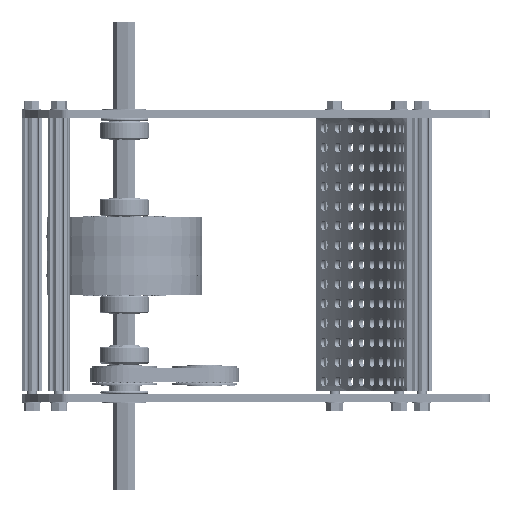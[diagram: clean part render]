
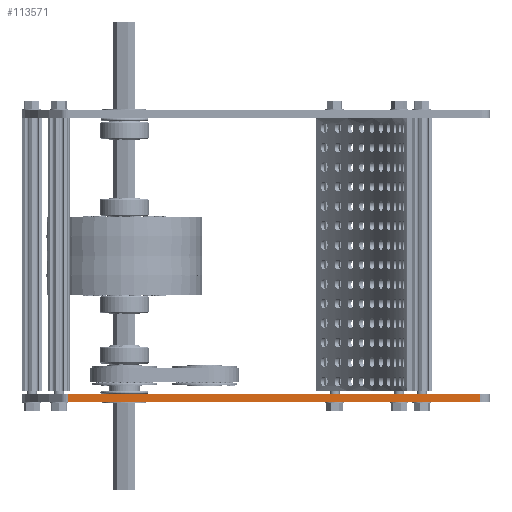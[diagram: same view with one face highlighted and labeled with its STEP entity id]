
A CAD part, front view. The second image highlights one B-rep face of the part: STEP entity #113571.
In plain terms, the highlighted face is planar.
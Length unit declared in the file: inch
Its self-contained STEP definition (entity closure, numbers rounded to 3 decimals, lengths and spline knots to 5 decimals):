
#7120 = LINE ( 'NONE', #75390, #45769 ) ;
#10435 = CARTESIAN_POINT ( 'NONE',  ( 0., 0.22, 2.125 ) ) ;
#10854 = CARTESIAN_POINT ( 'NONE',  ( -1.45774, 0.22, 2.125 ) ) ;
#12062 = EDGE_CURVE ( 'NONE', #121190, #89402, #69902, .T. ) ;
#12270 = ORIENTED_EDGE ( 'NONE', *, *, #12062, .T. ) ;
#12863 = VECTOR ( 'NONE', #18429, 39.37008 ) ;
#15481 = CARTESIAN_POINT ( 'NONE',  ( -1.45774, 0., 2.125 ) ) ;
#18216 = FACE_OUTER_BOUND ( 'NONE', #26139, .T. ) ;
#18429 = DIRECTION ( 'NONE',  ( 0., -1., 0. ) ) ;
#24810 = ORIENTED_EDGE ( 'NONE', *, *, #65714, .T. ) ;
#26139 = EDGE_LOOP ( 'NONE', ( #69273, #12270, #24810, #81087 ) ) ;
#26995 = LINE ( 'NONE', #103035, #45917 ) ;
#34793 = EDGE_CURVE ( 'NONE', #49106, #60316, #26995, .T. ) ;
#37375 = DIRECTION ( 'NONE',  ( 1., 0., 0. ) ) ;
#42364 = CARTESIAN_POINT ( 'NONE',  ( 9.125, 0.22, 2.125 ) ) ;
#45769 = VECTOR ( 'NONE', #37375, 39.37008 ) ;
#45917 = VECTOR ( 'NONE', #63760, 39.37008 ) ;
#49106 = VERTEX_POINT ( 'NONE', #53053 ) ;
#49301 = CARTESIAN_POINT ( 'NONE',  ( -1.45774, 0., 2.125 ) ) ;
#53053 = CARTESIAN_POINT ( 'NONE',  ( 9.125, 0., 2.125 ) ) ;
#60316 = VERTEX_POINT ( 'NONE', #42364 ) ;
#63760 = DIRECTION ( 'NONE',  ( 0., 1., 0. ) ) ;
#64983 = VECTOR ( 'NONE', #102526, 39.37008 ) ;
#65714 = EDGE_CURVE ( 'NONE', #89402, #49106, #101876, .T. ) ;
#65774 = AXIS2_PLACEMENT_3D ( 'NONE', #10435, #78091, #107088 ) ;
#69273 = ORIENTED_EDGE ( 'NONE', *, *, #78393, .F. ) ;
#69902 = LINE ( 'NONE', #49301, #12863 ) ;
#75390 = CARTESIAN_POINT ( 'NONE',  ( 0., 0.22, 2.125 ) ) ;
#78091 = DIRECTION ( 'NONE',  ( 0., 0., -1. ) ) ;
#78393 = EDGE_CURVE ( 'NONE', #121190, #60316, #7120, .T. ) ;
#81087 = ORIENTED_EDGE ( 'NONE', *, *, #34793, .T. ) ;
#89402 = VERTEX_POINT ( 'NONE', #15481 ) ;
#101242 = CARTESIAN_POINT ( 'NONE',  ( 0., 0., 2.125 ) ) ;
#101876 = LINE ( 'NONE', #101242, #64983 ) ;
#102526 = DIRECTION ( 'NONE',  ( 1., 0., 0. ) ) ;
#103035 = CARTESIAN_POINT ( 'NONE',  ( 9.125, 0.22, 2.125 ) ) ;
#107088 = DIRECTION ( 'NONE',  ( -1., 0., 0. ) ) ;
#108331 = PLANE ( 'NONE',  #65774 ) ;
#113571 = ADVANCED_FACE ( 'NONE', ( #18216 ), #108331, .F. ) ;
#121190 = VERTEX_POINT ( 'NONE', #10854 ) ;
